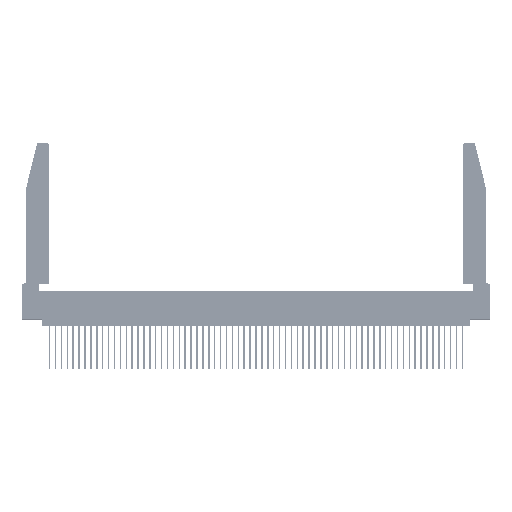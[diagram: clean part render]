
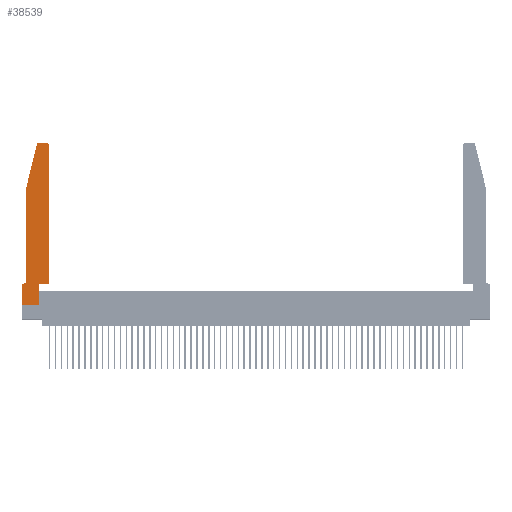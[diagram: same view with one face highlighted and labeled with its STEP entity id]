
A CAD part, top view. The second image highlights one B-rep face of the part: STEP entity #38539.
In plain terms, the highlighted planar face has unit normal (0, 0, 1).
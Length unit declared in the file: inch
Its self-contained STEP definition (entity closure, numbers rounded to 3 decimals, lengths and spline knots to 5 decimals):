
#891 = VERTEX_POINT ( 'NONE', #36361 ) ;
#1913 = CARTESIAN_POINT ( 'NONE',  ( 0., 0., 0.37 ) ) ;
#2256 = CARTESIAN_POINT ( 'NONE',  ( 0.0755, 0.42, 0.37 ) ) ;
#2431 = VERTEX_POINT ( 'NONE', #19557 ) ;
#3378 = DIRECTION ( 'NONE',  ( 0., 0., 1. ) ) ;
#3855 = LINE ( 'NONE', #45429, #27902 ) ;
#4793 = CIRCLE ( 'NONE', #27309, 0.03 ) ;
#5348 = EDGE_CURVE ( 'NONE', #44318, #12695, #38476, .T. ) ;
#5851 = CARTESIAN_POINT ( 'NONE',  ( 0.284, 2.75, 0.37 ) ) ;
#6205 = VECTOR ( 'NONE', #13032, 39.37008 ) ;
#6358 = ORIENTED_EDGE ( 'NONE', *, *, #43003, .T. ) ;
#6915 = EDGE_CURVE ( 'NONE', #18881, #17933, #54749, .T. ) ;
#7887 = LINE ( 'NONE', #23279, #53081 ) ;
#8131 = CARTESIAN_POINT ( 'NONE',  ( 0.284, 2.72, 0.37 ) ) ;
#12490 = VERTEX_POINT ( 'NONE', #55211 ) ;
#12695 = VERTEX_POINT ( 'NONE', #31053 ) ;
#12888 = ORIENTED_EDGE ( 'NONE', *, *, #36069, .T. ) ;
#13032 = DIRECTION ( 'NONE',  ( 0., 1., 0. ) ) ;
#13215 = CARTESIAN_POINT ( 'NONE',  ( 0.0055, 0.42, 0.37 ) ) ;
#13388 = EDGE_CURVE ( 'NONE', #17933, #30102, #14425, .T. ) ;
#13763 = DIRECTION ( 'NONE',  ( 0., 0., 1. ) ) ;
#13809 = FACE_OUTER_BOUND ( 'NONE', #21960, .T. ) ;
#14425 = LINE ( 'NONE', #16904, #6205 ) ;
#14481 = DIRECTION ( 'NONE',  ( 1., 0., 0. ) ) ;
#15579 = LINE ( 'NONE', #48961, #23094 ) ;
#16295 = ORIENTED_EDGE ( 'NONE', *, *, #5348, .T. ) ;
#16904 = CARTESIAN_POINT ( 'NONE',  ( 0.2865, 0.35, 0.37 ) ) ;
#17933 = VERTEX_POINT ( 'NONE', #39789 ) ;
#18241 = AXIS2_PLACEMENT_3D ( 'NONE', #32691, #3378, #50098 ) ;
#18468 = VECTOR ( 'NONE', #14481, 39.37008 ) ;
#18881 = VERTEX_POINT ( 'NONE', #22819 ) ;
#19465 = PLANE ( 'NONE',  #18241 ) ;
#19557 = CARTESIAN_POINT ( 'NONE',  ( 0., 0.35, 0.37 ) ) ;
#19691 = CIRCLE ( 'NONE', #32088, 0.03 ) ;
#21661 = DIRECTION ( 'NONE',  ( -1., 0., 0. ) ) ;
#21742 = VERTEX_POINT ( 'NONE', #2256 ) ;
#21960 = EDGE_LOOP ( 'NONE', ( #12888, #44666, #43002, #6358, #36585, #28805, #53518, #47250, #46563, #35206, #16295, #48577 ) ) ;
#22819 = CARTESIAN_POINT ( 'NONE',  ( 0., 0., 0.37 ) ) ;
#23094 = VECTOR ( 'NONE', #48771, 39.37008 ) ;
#23279 = CARTESIAN_POINT ( 'NONE',  ( 0.2605, 2.75, 0.37 ) ) ;
#23289 = VECTOR ( 'NONE', #45300, 39.37008 ) ;
#24620 = DIRECTION ( 'NONE',  ( -1., 0., 0. ) ) ;
#25283 = EDGE_CURVE ( 'NONE', #12695, #12490, #19691, .T. ) ;
#26071 = EDGE_CURVE ( 'NONE', #46838, #32007, #15579, .T. ) ;
#26161 = VECTOR ( 'NONE', #45928, 39.37008 ) ;
#26352 = CARTESIAN_POINT ( 'NONE',  ( 0.25487, 2.72718, 0.37 ) ) ;
#27309 = AXIS2_PLACEMENT_3D ( 'NONE', #8131, #55938, #51941 ) ;
#27468 = EDGE_CURVE ( 'NONE', #2431, #18881, #32881, .T. ) ;
#27878 = CARTESIAN_POINT ( 'NONE',  ( 0.4505, 0.35, 0.37 ) ) ;
#27902 = VECTOR ( 'NONE', #28009, 39.37008 ) ;
#28009 = DIRECTION ( 'NONE',  ( 0., -1., 0. ) ) ;
#28805 = ORIENTED_EDGE ( 'NONE', *, *, #46464, .T. ) ;
#30102 = VERTEX_POINT ( 'NONE', #55986 ) ;
#31053 = CARTESIAN_POINT ( 'NONE',  ( 0.4505, 2.72, 0.37 ) ) ;
#32007 = VERTEX_POINT ( 'NONE', #35337 ) ;
#32088 = AXIS2_PLACEMENT_3D ( 'NONE', #45250, #13763, #54211 ) ;
#32363 = VERTEX_POINT ( 'NONE', #5851 ) ;
#32690 = EDGE_CURVE ( 'NONE', #21742, #891, #54622, .T. ) ;
#32691 = CARTESIAN_POINT ( 'NONE',  ( 0., 0.35, 0.37 ) ) ;
#32881 = LINE ( 'NONE', #1913, #43097 ) ;
#32917 = CARTESIAN_POINT ( 'NONE',  ( 0.4505, 0.35, 0.37 ) ) ;
#33332 = DIRECTION ( 'NONE',  ( 0., -1., 0. ) ) ;
#33663 = LINE ( 'NONE', #42275, #53544 ) ;
#34892 = DIRECTION ( 'NONE',  ( 0., 0., -1. ) ) ;
#35206 = ORIENTED_EDGE ( 'NONE', *, *, #47302, .T. ) ;
#35337 = CARTESIAN_POINT ( 'NONE',  ( 0.0755, 2., 0.37 ) ) ;
#36054 = AXIS2_PLACEMENT_3D ( 'NONE', #13215, #34892, #21661 ) ;
#36069 = EDGE_CURVE ( 'NONE', #12490, #32363, #7887, .T. ) ;
#36361 = CARTESIAN_POINT ( 'NONE',  ( 0.0055, 0.35, 0.37 ) ) ;
#36585 = ORIENTED_EDGE ( 'NONE', *, *, #32690, .T. ) ;
#38476 = LINE ( 'NONE', #43018, #26161 ) ;
#38539 = ADVANCED_FACE ( 'NONE', ( #13809 ), #19465, .T. ) ;
#39789 = CARTESIAN_POINT ( 'NONE',  ( 0.2865, 0., 0.37 ) ) ;
#42275 = CARTESIAN_POINT ( 'NONE',  ( 0.0755, 0.35, 0.37 ) ) ;
#42488 = LINE ( 'NONE', #27878, #23289 ) ;
#43002 = ORIENTED_EDGE ( 'NONE', *, *, #26071, .T. ) ;
#43003 = EDGE_CURVE ( 'NONE', #32007, #21742, #3855, .T. ) ;
#43018 = CARTESIAN_POINT ( 'NONE',  ( 0.4505, 0.35, 0.37 ) ) ;
#43097 = VECTOR ( 'NONE', #33332, 39.37008 ) ;
#44318 = VERTEX_POINT ( 'NONE', #32917 ) ;
#44666 = ORIENTED_EDGE ( 'NONE', *, *, #47496, .T. ) ;
#45250 = CARTESIAN_POINT ( 'NONE',  ( 0.4205, 2.72, 0.37 ) ) ;
#45300 = DIRECTION ( 'NONE',  ( 1., 0., 0. ) ) ;
#45429 = CARTESIAN_POINT ( 'NONE',  ( 0.0755, 2., 0.37 ) ) ;
#45928 = DIRECTION ( 'NONE',  ( 0., 1., 0. ) ) ;
#46464 = EDGE_CURVE ( 'NONE', #891, #2431, #33663, .T. ) ;
#46563 = ORIENTED_EDGE ( 'NONE', *, *, #13388, .T. ) ;
#46838 = VERTEX_POINT ( 'NONE', #26352 ) ;
#47250 = ORIENTED_EDGE ( 'NONE', *, *, #6915, .T. ) ;
#47302 = EDGE_CURVE ( 'NONE', #30102, #44318, #42488, .T. ) ;
#47496 = EDGE_CURVE ( 'NONE', #32363, #46838, #4793, .T. ) ;
#48577 = ORIENTED_EDGE ( 'NONE', *, *, #25283, .T. ) ;
#48771 = DIRECTION ( 'NONE',  ( -0.239, -0.971, 0. ) ) ;
#48961 = CARTESIAN_POINT ( 'NONE',  ( 0.0755, 2., 0.37 ) ) ;
#49313 = CARTESIAN_POINT ( 'NONE',  ( 0., 0., 0.37 ) ) ;
#50098 = DIRECTION ( 'NONE',  ( 1., 0., 0. ) ) ;
#51941 = DIRECTION ( 'NONE',  ( 1., 0., 0. ) ) ;
#53081 = VECTOR ( 'NONE', #53541, 39.37008 ) ;
#53518 = ORIENTED_EDGE ( 'NONE', *, *, #27468, .T. ) ;
#53541 = DIRECTION ( 'NONE',  ( -1., 0., 0. ) ) ;
#53544 = VECTOR ( 'NONE', #24620, 39.37008 ) ;
#54211 = DIRECTION ( 'NONE',  ( 1., 0., 0. ) ) ;
#54622 = CIRCLE ( 'NONE', #36054, 0.07 ) ;
#54749 = LINE ( 'NONE', #49313, #18468 ) ;
#55211 = CARTESIAN_POINT ( 'NONE',  ( 0.4205, 2.75, 0.37 ) ) ;
#55938 = DIRECTION ( 'NONE',  ( 0., 0., 1. ) ) ;
#55986 = CARTESIAN_POINT ( 'NONE',  ( 0.2865, 0.35, 0.37 ) ) ;
